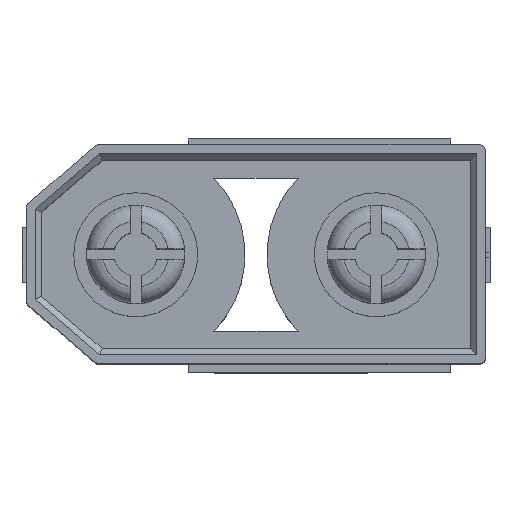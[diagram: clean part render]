
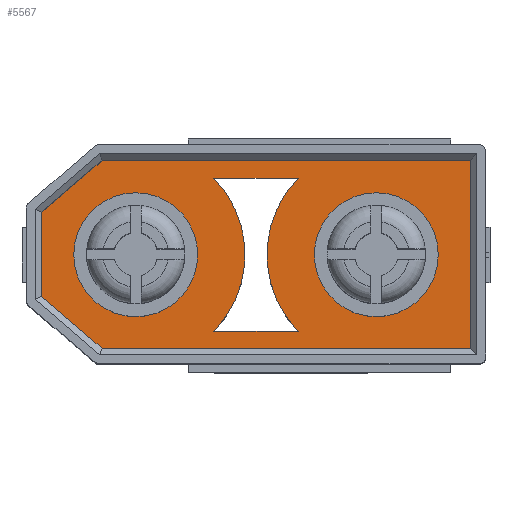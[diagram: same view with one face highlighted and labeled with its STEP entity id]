
A CAD part, top view. The second image highlights one B-rep face of the part: STEP entity #5567.
In plain terms, the highlighted planar face has unit normal (0, 0, 1).
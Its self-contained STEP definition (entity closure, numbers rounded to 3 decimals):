
#107=CIRCLE('',#5804,5.);
#108=CIRCLE('',#5805,5.);
#109=CIRCLE('',#5806,2.835);
#110=CIRCLE('',#5807,2.835);
#403=ORIENTED_EDGE('',*,*,#1607,.T.);
#404=ORIENTED_EDGE('',*,*,#1608,.T.);
#405=ORIENTED_EDGE('',*,*,#1609,.T.);
#406=ORIENTED_EDGE('',*,*,#1610,.T.);
#407=ORIENTED_EDGE('',*,*,#1611,.T.);
#408=ORIENTED_EDGE('',*,*,#1612,.T.);
#409=ORIENTED_EDGE('',*,*,#1613,.F.);
#410=ORIENTED_EDGE('',*,*,#1614,.F.);
#411=ORIENTED_EDGE('',*,*,#1615,.F.);
#412=ORIENTED_EDGE('',*,*,#1616,.F.);
#413=ORIENTED_EDGE('',*,*,#1617,.F.);
#414=ORIENTED_EDGE('',*,*,#1618,.F.);
#1607=EDGE_CURVE('',#2209,#2210,#107,.T.);
#1608=EDGE_CURVE('',#2210,#2211,#2605,.T.);
#1609=EDGE_CURVE('',#2211,#2212,#108,.T.);
#1610=EDGE_CURVE('',#2212,#2209,#2606,.T.);
#1611=EDGE_CURVE('',#2213,#2213,#109,.T.);
#1612=EDGE_CURVE('',#2214,#2214,#110,.T.);
#1613=EDGE_CURVE('',#2215,#2216,#2607,.T.);
#1614=EDGE_CURVE('',#2217,#2215,#2608,.T.);
#1615=EDGE_CURVE('',#2218,#2217,#2609,.T.);
#1616=EDGE_CURVE('',#2219,#2218,#2610,.T.);
#1617=EDGE_CURVE('',#2220,#2219,#2611,.T.);
#1618=EDGE_CURVE('',#2216,#2220,#2612,.T.);
#2209=VERTEX_POINT('',#7185);
#2210=VERTEX_POINT('',#7186);
#2211=VERTEX_POINT('',#7188);
#2212=VERTEX_POINT('',#7190);
#2213=VERTEX_POINT('',#7193);
#2214=VERTEX_POINT('',#7195);
#2215=VERTEX_POINT('',#7197);
#2216=VERTEX_POINT('',#7198);
#2217=VERTEX_POINT('',#7200);
#2218=VERTEX_POINT('',#7202);
#2219=VERTEX_POINT('',#7204);
#2220=VERTEX_POINT('',#7206);
#2605=LINE('',#7187,#2943);
#2606=LINE('',#7191,#2944);
#2607=LINE('',#7196,#2945);
#2608=LINE('',#7199,#2946);
#2609=LINE('',#7201,#2947);
#2610=LINE('',#7203,#2948);
#2611=LINE('',#7205,#2949);
#2612=LINE('',#7207,#2950);
#2943=VECTOR('',#6153,1000.);
#2944=VECTOR('',#6156,1000.);
#2945=VECTOR('',#6161,1000.);
#2946=VECTOR('',#6162,1000.);
#2947=VECTOR('',#6163,1000.);
#2948=VECTOR('',#6164,1000.);
#2949=VECTOR('',#6165,1000.);
#2950=VECTOR('',#6166,1000.);
#3262=EDGE_LOOP('',(#403,#404,#405,#406));
#3263=EDGE_LOOP('',(#407));
#3264=EDGE_LOOP('',(#408));
#3265=EDGE_LOOP('',(#409,#410,#411,#412,#413,#414));
#3534=FACE_BOUND('',#3262,.T.);
#3535=FACE_BOUND('',#3263,.T.);
#3536=FACE_BOUND('',#3264,.T.);
#3537=FACE_BOUND('',#3265,.T.);
#3804=PLANE('',#5803);
#5567=ADVANCED_FACE('',(#3534,#3535,#3536,#3537),#3804,.F.);
#5803=AXIS2_PLACEMENT_3D('',#7183,#6149,#6150);
#5804=AXIS2_PLACEMENT_3D('',#7184,#6151,#6152);
#5805=AXIS2_PLACEMENT_3D('',#7189,#6154,#6155);
#5806=AXIS2_PLACEMENT_3D('',#7192,#6157,#6158);
#5807=AXIS2_PLACEMENT_3D('',#7194,#6159,#6160);
#6149=DIRECTION('',(0.,0.,-1.));
#6150=DIRECTION('',(0.,1.,0.));
#6151=DIRECTION('',(0.,0.,1.));
#6152=DIRECTION('',(1.,0.,0.));
#6153=DIRECTION('',(-1.,0.,0.));
#6154=DIRECTION('',(0.,0.,1.));
#6155=DIRECTION('',(1.,0.,0.));
#6156=DIRECTION('',(1.,0.,0.));
#6157=DIRECTION('',(0.,0.,-1.));
#6158=DIRECTION('',(1.,0.,0.));
#6159=DIRECTION('',(0.,0.,-1.));
#6160=DIRECTION('',(1.,0.,0.));
#6161=DIRECTION('',(0.758,0.652,0.));
#6162=DIRECTION('',(0.,1.,0.));
#6163=DIRECTION('',(-0.758,0.652,0.));
#6164=DIRECTION('',(-1.,0.,0.));
#6165=DIRECTION('',(0.,-1.,0.));
#6166=DIRECTION('',(1.,0.,0.));
#7183=CARTESIAN_POINT('',(-0.768,-0.09,6.883));
#7184=CARTESIAN_POINT('',(4.732,-0.09,6.883));
#7185=CARTESIAN_POINT('',(1.161,3.41,6.883));
#7186=CARTESIAN_POINT('',(1.161,-3.59,6.883));
#7187=CARTESIAN_POINT('',(-1.733,-3.59,6.883));
#7188=CARTESIAN_POINT('',(-2.697,-3.59,6.883));
#7189=CARTESIAN_POINT('',(-6.268,-0.09,6.883));
#7190=CARTESIAN_POINT('',(-2.697,3.41,6.883));
#7191=CARTESIAN_POINT('',(0.197,3.41,6.883));
#7192=CARTESIAN_POINT('',(-6.268,-0.09,6.883));
#7193=CARTESIAN_POINT('',(-3.433,-0.09,6.883));
#7194=CARTESIAN_POINT('',(4.732,-0.09,6.883));
#7195=CARTESIAN_POINT('',(7.567,-0.09,6.883));
#7196=CARTESIAN_POINT('',(-7.809,4.21,6.883));
#7197=CARTESIAN_POINT('',(-10.568,1.839,6.883));
#7198=CARTESIAN_POINT('',(-7.809,4.21,6.883));
#7199=CARTESIAN_POINT('',(-10.568,1.839,6.883));
#7200=CARTESIAN_POINT('',(-10.568,-2.018,6.883));
#7201=CARTESIAN_POINT('',(-10.568,-2.018,6.883));
#7202=CARTESIAN_POINT('',(-7.809,-4.39,6.883));
#7203=CARTESIAN_POINT('',(-7.809,-4.39,6.883));
#7204=CARTESIAN_POINT('',(9.032,-4.39,6.883));
#7205=CARTESIAN_POINT('',(9.032,-4.39,6.883));
#7206=CARTESIAN_POINT('',(9.032,4.21,6.883));
#7207=CARTESIAN_POINT('',(9.032,4.21,6.883));
